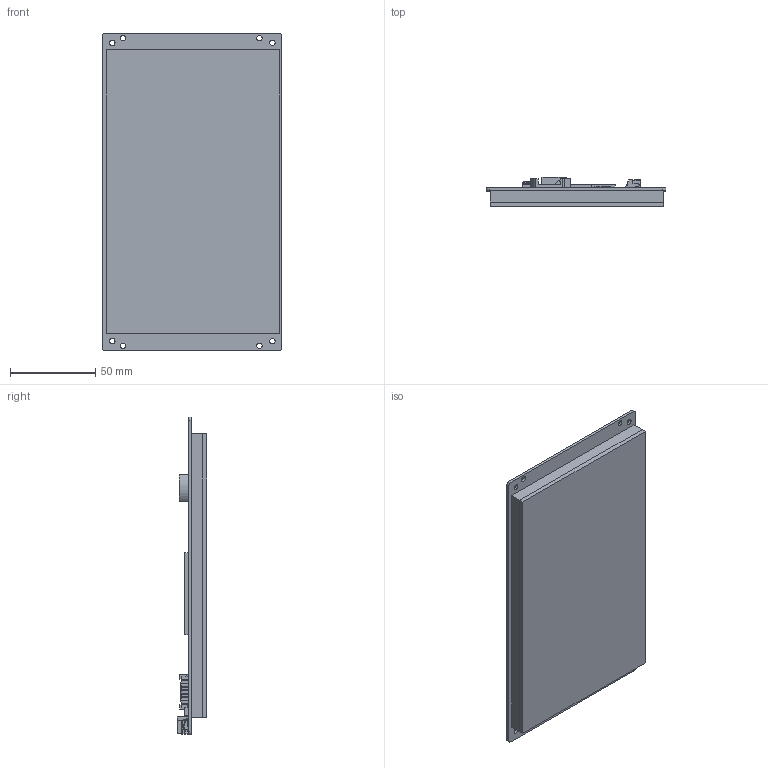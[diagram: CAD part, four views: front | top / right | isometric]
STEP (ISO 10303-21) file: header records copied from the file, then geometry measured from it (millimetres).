
FILE_DESCRIPTION(/* description */ (''),/* implementation_level */ '2;1');
FILE_NAME(/* name */ 'P80480V70C_T07+.stp',/* time_stamp */ '2021-12-10T14:42:37-03:00',/* author */ ('Reservaa'),/* organization */ (''),/* preprocessor_version */ 'ST-DEVELOPER v18.1',/* originating_system */ 'Autodesk Inventor 2022',/* authorisation */ '');
FILE_SCHEMA (('AUTOMOTIVE_DESIGN { 1 0 10303 214 3 1 1 }'));
Length unit declared in the file: millimetre
Products named in the file (13): P80480V70C_T07_01; Placa; Tela; Vidro da tela; Processador 7.0; User Library-USB-Mini-B; USB connector menor; 60488; 60488_01; 60488_02; 60488_03; CI06; 10 pinos
Assembly tree (12 placements, depth 3):
  P80480V70C_T07_01
    Placa
    Tela
    Vidro da tela
    Processador 7.0
    User Library-USB-Mini-B
    USB connector menor
    60488
      60488_01
      60488_02
      60488_03
    CI06
    10 pinos
Bounding box: 105.4 x 17.5 x 186.3 mm (x, y, z)
Volume: 187600.1 mm3; surface area: 121437 mm2
Topology: 11 solids, 11 shells, 1187 faces, 3198 edges, 2024 vertices
Faces by surface type: plane 995, cylinder 162, bspline 22, cone 8
Full cylindrical faces by diameter (mm): 3.2 x8
Entity records: 38222 total; most frequent: CARTESIAN_POINT 7289, ORIENTED_EDGE 6396, DIRECTION 5908, EDGE_CURVE 3198, LINE 2776, VECTOR 2776, VERTEX_POINT 2024, AXIS2_PLACEMENT_3D 1566
